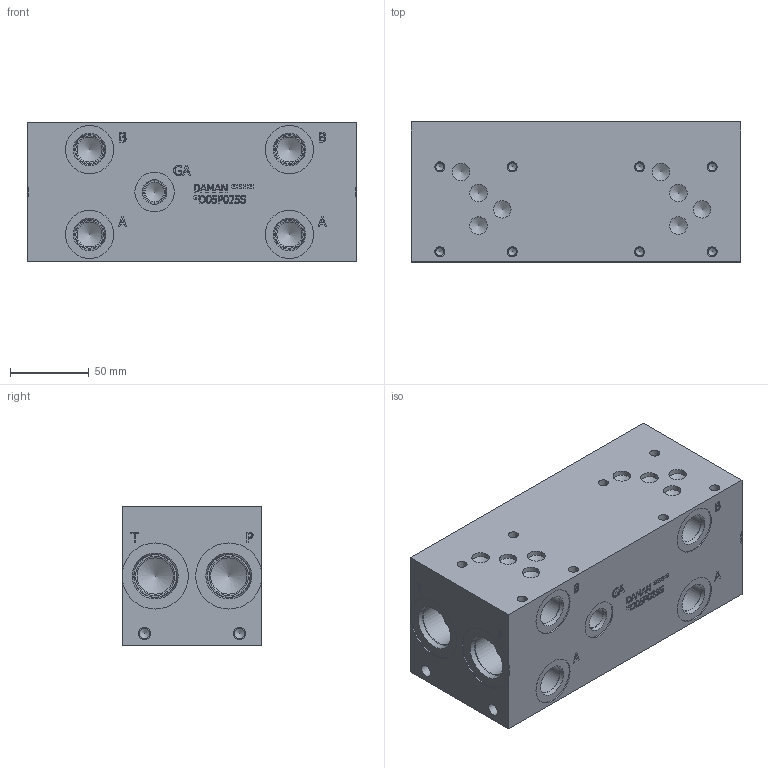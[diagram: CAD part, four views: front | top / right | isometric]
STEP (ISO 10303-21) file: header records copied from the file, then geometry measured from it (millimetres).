
FILE_DESCRIPTION(/* description */ (''),/* implementation_level */ '2;1');
FILE_NAME(/* name */ '_D05P025S.stp',/* time_stamp */ '2022-10-14T13:11:33-04:00',/* author */ ('bobbyh'),/* organization */ (''),/* preprocessor_version */ 'ST-DEVELOPER v18',/* originating_system */ 'Autodesk Inventor 2020',/* authorisation */ '');
FILE_SCHEMA (('AUTOMOTIVE_DESIGN { 1 0 10303 214 3 1 1 }'));
Length unit declared in the file: millimetre
Products named in the file (1): Part_AD05P025S_3D
Bounding box: 209.55 x 88.9 x 88.9 mm (x, y, z)
Volume: 1541917.9 mm3; surface area: 112718.5 mm2
Topology: 1 solids, 1 shells, 643 faces, 1755 edges, 1188 vertices
Faces by surface type: plane 351, bspline 159, cylinder 77, cone 56
Full cylindrical faces by diameter (mm): 5.105 x8, 6.35 x8, 6.528 x4, 7.925 x4, 11.125 x8, 12.294 x1, 12.9 x1, 14.275 x1, 14.529 x1, 15.875 x4, 17.501 x4, 19.05 x4, 19.253 x4, 23.012 x4, 24.917 x4, 25.019 x1, 26.99 x1, 27 x3, 27.432 x4, 30.632 x4, 42.037 x4
Entity records: 21563 total; most frequent: CARTESIAN_POINT 5625, ORIENTED_EDGE 3452, DIRECTION 2669, EDGE_CURVE 1726, VERTEX_POINT 1188, LINE 1117, VECTOR 1117, AXIS2_PLACEMENT_3D 776
